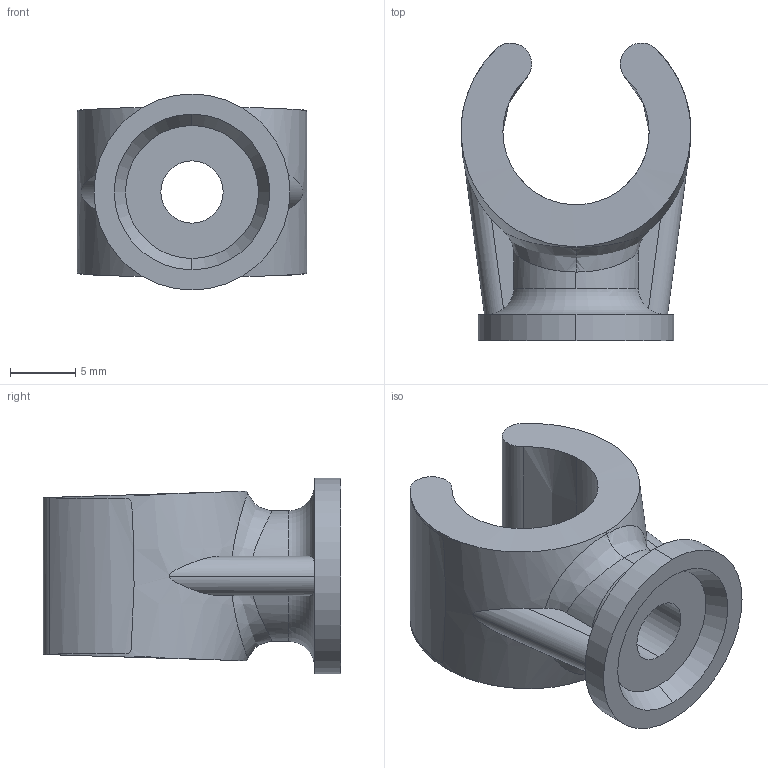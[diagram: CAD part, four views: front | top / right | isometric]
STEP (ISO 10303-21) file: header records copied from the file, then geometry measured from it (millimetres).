
FILE_DESCRIPTION (( 'STEP AP214' ), '1' );
FILE_NAME ('2140128.stp', '2019-05-07T13:20:05', ( '' ), ( '' ), 'SwSTEP 2.0', 'SolidWorks 2018', '' );
FILE_SCHEMA (( 'AUTOMOTIVE_DESIGN' ));
Length unit declared in the file: millimetre
Products named in the file (1): 2140128
Bounding box: 17.6 x 22.78 x 15 mm (x, y, z)
Volume: 2119.4 mm3; surface area: 1846 mm2
Topology: 1 solids, 1 shells, 51 faces, 136 edges, 90 vertices
Faces by surface type: cylinder 28, plane 10, bspline 8, torus 3, cone 2
Entity records: 2570 total; most frequent: CARTESIAN_POINT 1450, ORIENTED_EDGE 272, DIRECTION 161, EDGE_CURVE 136, VERTEX_POINT 90, B_SPLINE_CURVE_WITH_KNOTS 71, AXIS2_PLACEMENT_3D 68, EDGE_LOOP 56
